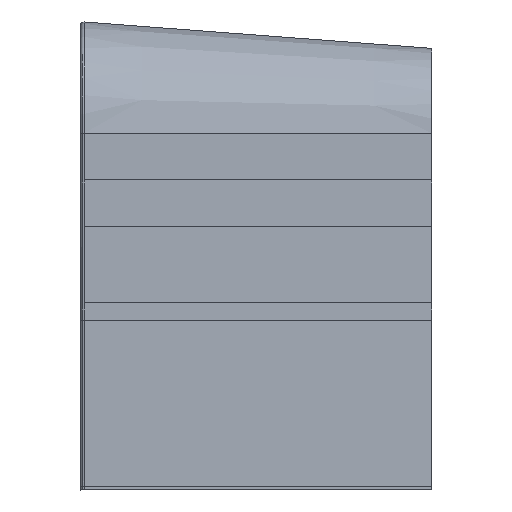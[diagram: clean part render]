
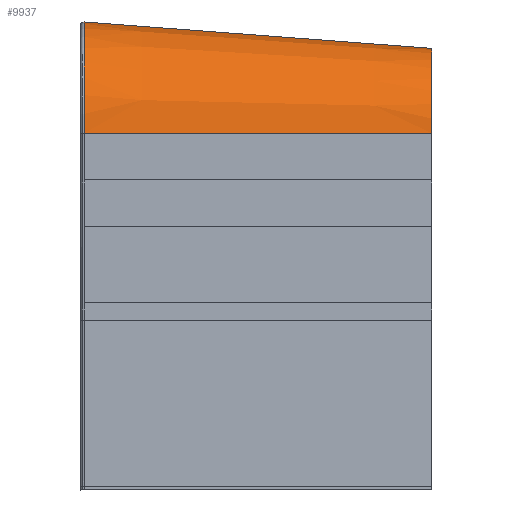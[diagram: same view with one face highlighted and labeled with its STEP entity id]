
A CAD part, left-side view. The second image highlights one B-rep face of the part: STEP entity #9937.
In plain terms, the highlighted conical face has half-angle 4.334 degrees and reference radius 167.487 mm.
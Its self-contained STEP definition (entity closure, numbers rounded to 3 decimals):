
#512=CARTESIAN_POINT('',(-705.,-6.513,210.));
#513=DIRECTION('',(0.,-1.,0.));
#514=DIRECTION('',(0.,0.,1.));
#515=AXIS2_PLACEMENT_3D('',#512,#513,#514);
#562=DIRECTION('',(-0.076,0.997,0.));
#563=VECTOR('',#562,595.188);
#564=CARTESIAN_POINT('',(-849.999,-600.,210.));
#565=LINE('',#564,#563);
#566=DIRECTION('',(0.,0.997,0.076));
#567=VECTOR('',#566,595.188);
#568=CARTESIAN_POINT('',(-705.,-600.,355.));
#569=LINE('',#568,#567);
#594=CARTESIAN_POINT('',(-705.,-600.,210.));
#595=DIRECTION('',(0.,1.,0.));
#596=DIRECTION('',(-1.,0.,0.));
#597=AXIS2_PLACEMENT_3D('',#594,#595,#596);
#8185=CARTESIAN_POINT('',(-705.,-6.513,
399.977));
#8186=VERTEX_POINT('',#8185);
#8243=CARTESIAN_POINT('',(-705.,-600.,
355.));
#8244=VERTEX_POINT('',#8243);
#8358=CARTESIAN_POINT('',(-894.978,-6.513,210.));
#8359=VERTEX_POINT('',#8358);
#8378=CARTESIAN_POINT('',(-849.999,-600.,
210.));
#8379=VERTEX_POINT('',#8378);
#9924=CARTESIAN_POINT('',(-705.,-303.257,
210.));
#9925=DIRECTION('',(0.,1.,0.));
#9926=DIRECTION('',(0.031,0.,1.));
#9927=AXIS2_PLACEMENT_3D('',#9924,#9925,#9926);
#9928=CONICAL_SURFACE('',#9927,167.487,4.334);
#9929=ORIENTED_EDGE('',*,*,#9872,.F.);
#9931=ORIENTED_EDGE('',*,*,#9930,.F.);
#9933=ORIENTED_EDGE('',*,*,#9932,.F.);
#9934=ORIENTED_EDGE('',*,*,#9915,.T.);
#9935=EDGE_LOOP('',(#9929,#9931,#9933,#9934));
#9936=FACE_OUTER_BOUND('',#9935,.F.);
#9937=ADVANCED_FACE('',(#9936),#9928,.T.);
#516=CIRCLE('',#515,189.978);
#598=CIRCLE('',#597,144.998);
#9872=EDGE_CURVE('',#8186,#8359,#516,.T.);
#9915=EDGE_CURVE('',#8379,#8359,#565,.T.);
#9930=EDGE_CURVE('',#8244,#8186,#569,.T.);
#9932=EDGE_CURVE('',#8379,#8244,#598,.T.);
